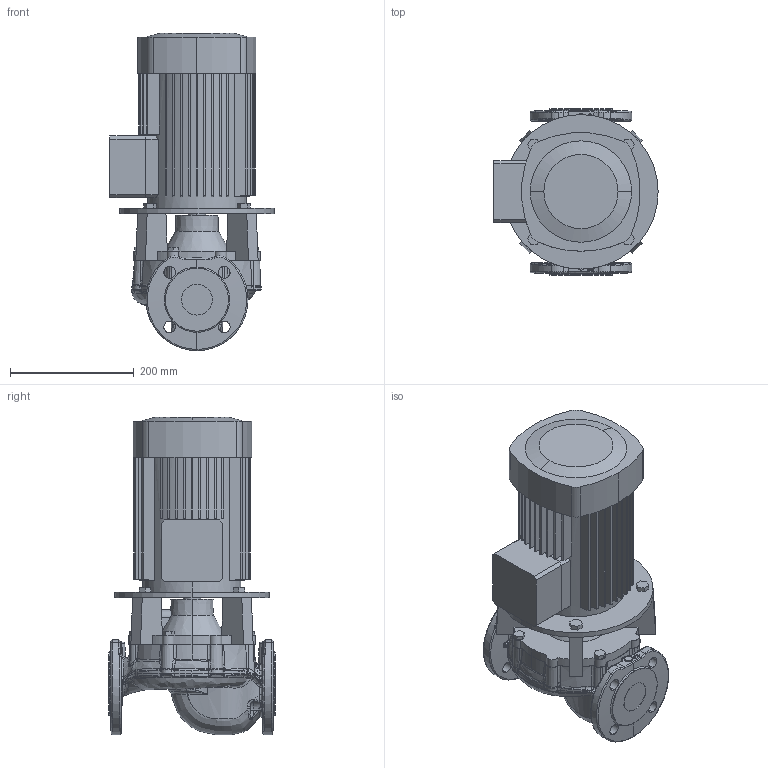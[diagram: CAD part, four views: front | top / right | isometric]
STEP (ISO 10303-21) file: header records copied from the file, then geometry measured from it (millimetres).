
FILE_DESCRIPTION (( 'STEP AP203' ), '1' );
FILE_NAME ('VariA 50-22.STEP', '2014-07-08T09:49:19', ( '' ), ( '' ), 'SwSTEP 2.0', 'SolidWorks 2011', '' );
FILE_SCHEMA (( 'CONFIG_CONTROL_DESIGN' ));
Length unit declared in the file: millimetre
Products named in the file (1): VariA 50-22
Bounding box: 266 x 270 x 513.5 mm (x, y, z)
Volume: 12610590.3 mm3; surface area: 888984.2 mm2
Topology: 4 solids, 4 shells, 1207 faces, 3050 edges, 1839 vertices
Faces by surface type: bspline 556, plane 230, cylinder 214, cone 122, torus 58, sphere 27
Entity records: 74318 total; most frequent: CARTESIAN_POINT 49368, ORIENTED_EDGE 6012, DIRECTION 4111, EDGE_CURVE 3006, VERTEX_POINT 1837, AXIS2_PLACEMENT_3D 1644, EDGE_LOOP 1253, FACE_OUTER_BOUND 1207
